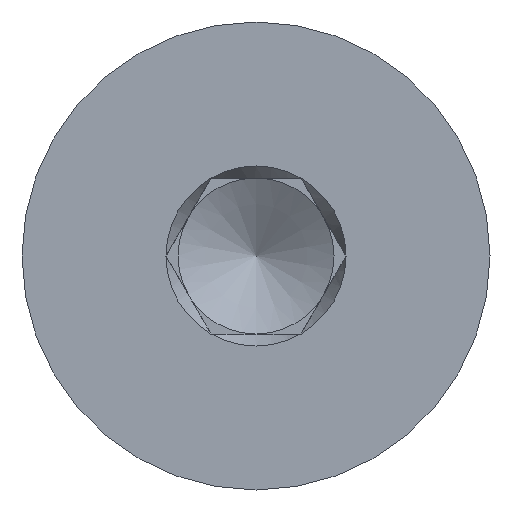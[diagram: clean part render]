
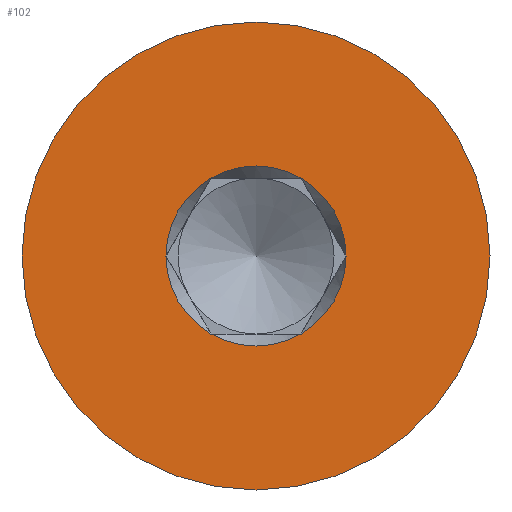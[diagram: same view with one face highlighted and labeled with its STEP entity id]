
A CAD part, left-side view. The second image highlights one B-rep face of the part: STEP entity #102.
In plain terms, the highlighted planar face has unit normal (-1, 0, 0).
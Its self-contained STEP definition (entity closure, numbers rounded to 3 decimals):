
#102 = ADVANCED_FACE( '', ( #244, #245 ), #246, .F. );
#244 = FACE_OUTER_BOUND( '', #430, .T. );
#245 = FACE_BOUND( '', #431, .T. );
#246 = PLANE( '', #432 );
#430 = EDGE_LOOP( '', ( #659 ) );
#431 = EDGE_LOOP( '', ( #660, #661, #662, #663, #664, #665 ) );
#432 = AXIS2_PLACEMENT_3D( '', #666, #667, #668 );
#659 = ORIENTED_EDGE( '', *, *, #1089, .F. );
#660 = ORIENTED_EDGE( '', *, *, #1090, .T. );
#661 = ORIENTED_EDGE( '', *, *, #1091, .T. );
#662 = ORIENTED_EDGE( '', *, *, #1092, .T. );
#663 = ORIENTED_EDGE( '', *, *, #1093, .T. );
#664 = ORIENTED_EDGE( '', *, *, #1094, .T. );
#665 = ORIENTED_EDGE( '', *, *, #1095, .T. );
#666 = CARTESIAN_POINT( '', ( 0., 1.155, 0. ) );
#667 = DIRECTION( '', ( 1., 0., 0. ) );
#668 = DIRECTION( '', ( 0., 0., -1. ) );
#1089 = EDGE_CURVE( '', #1302, #1302, #1303, .T. );
#1090 = EDGE_CURVE( '', #1224, #1222, #1304, .T. );
#1091 = EDGE_CURVE( '', #1222, #1305, #1306, .T. );
#1092 = EDGE_CURVE( '', #1305, #1235, #1307, .T. );
#1093 = EDGE_CURVE( '', #1235, #1233, #1308, .T. );
#1094 = EDGE_CURVE( '', #1233, #1309, #1310, .T. );
#1095 = EDGE_CURVE( '', #1309, #1224, #1311, .T. );
#1222 = VERTEX_POINT( '', #1476 );
#1224 = VERTEX_POINT( '', #1479 );
#1233 = VERTEX_POINT( '', #1500 );
#1235 = VERTEX_POINT( '', #1503 );
#1302 = VERTEX_POINT( '', #1598 );
#1303 = CIRCLE( '', #1599, 3. );
#1304 = CIRCLE( '', #1600, 1.155 );
#1305 = VERTEX_POINT( '', #1601 );
#1306 = CIRCLE( '', #1602, 1.155 );
#1307 = CIRCLE( '', #1603, 1.155 );
#1308 = CIRCLE( '', #1604, 1.155 );
#1309 = VERTEX_POINT( '', #1605 );
#1310 = CIRCLE( '', #1606, 1.155 );
#1311 = CIRCLE( '', #1607, 1.155 );
#1476 = CARTESIAN_POINT( '', ( 0., 1.155, 0. ) );
#1479 = CARTESIAN_POINT( '', ( 0., 0.577, -1. ) );
#1500 = CARTESIAN_POINT( '', ( 0., -1.155, 0. ) );
#1503 = CARTESIAN_POINT( '', ( 0., -0.577, 1. ) );
#1598 = CARTESIAN_POINT( '', ( 0., 0., -3. ) );
#1599 = AXIS2_PLACEMENT_3D( '', #1918, #1919, #1920 );
#1600 = AXIS2_PLACEMENT_3D( '', #1921, #1922, #1923 );
#1601 = CARTESIAN_POINT( '', ( 0., 0.577, 1. ) );
#1602 = AXIS2_PLACEMENT_3D( '', #1924, #1925, #1926 );
#1603 = AXIS2_PLACEMENT_3D( '', #1927, #1928, #1929 );
#1604 = AXIS2_PLACEMENT_3D( '', #1930, #1931, #1932 );
#1605 = CARTESIAN_POINT( '', ( 0., -0.577, -1. ) );
#1606 = AXIS2_PLACEMENT_3D( '', #1933, #1934, #1935 );
#1607 = AXIS2_PLACEMENT_3D( '', #1936, #1937, #1938 );
#1918 = CARTESIAN_POINT( '', ( 0., 0., 0. ) );
#1919 = DIRECTION( '', ( 1., 0., 0. ) );
#1920 = DIRECTION( '', ( 0., 0., -1. ) );
#1921 = CARTESIAN_POINT( '', ( 0., 0., 0. ) );
#1922 = DIRECTION( '', ( 1., 0., 0. ) );
#1923 = DIRECTION( '', ( 0., 0., -1. ) );
#1924 = CARTESIAN_POINT( '', ( 0., 0., 0. ) );
#1925 = DIRECTION( '', ( 1., 0., 0. ) );
#1926 = DIRECTION( '', ( 0., 0., -1. ) );
#1927 = CARTESIAN_POINT( '', ( 0., 0., 0. ) );
#1928 = DIRECTION( '', ( 1., 0., 0. ) );
#1929 = DIRECTION( '', ( 0., 0., -1. ) );
#1930 = CARTESIAN_POINT( '', ( 0., 0., 0. ) );
#1931 = DIRECTION( '', ( 1., 0., 0. ) );
#1932 = DIRECTION( '', ( 0., 0., -1. ) );
#1933 = CARTESIAN_POINT( '', ( 0., 0., 0. ) );
#1934 = DIRECTION( '', ( 1., 0., 0. ) );
#1935 = DIRECTION( '', ( 0., 0., -1. ) );
#1936 = CARTESIAN_POINT( '', ( 0., 0., 0. ) );
#1937 = DIRECTION( '', ( 1., 0., 0. ) );
#1938 = DIRECTION( '', ( 0., 0., -1. ) );
